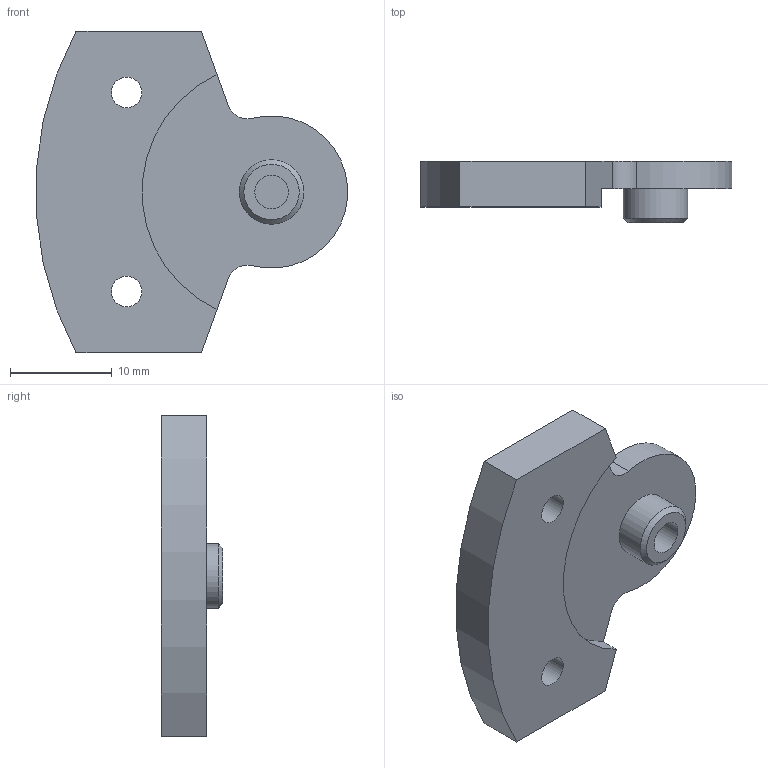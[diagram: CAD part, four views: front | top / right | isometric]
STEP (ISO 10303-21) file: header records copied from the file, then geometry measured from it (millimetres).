
FILE_DESCRIPTION(/* description */ ('STEP AP214'),/* implementation_level */ '2;1');
FILE_NAME(/* name */ '1.1 Metatarsal Top.stp',/* time_stamp */ '2023-04-12T21:59:14+05:00',/* author */ ('shailesh suthar'),/* organization */ (''),/* preprocessor_version */ 'ST-DEVELOPER v18.1',/* originating_system */ 'Autodesk Inventor 2022',/* authorisation */ '');
FILE_SCHEMA (('AUTOMOTIVE_DESIGN { 1 0 10303 214 3 1 1 }'));
Length unit declared in the file: millimetre
Products named in the file (1): 1.1 Metatarsal TopMetal
Bounding box: 30.61 x 6.06 x 31.59 mm (x, y, z)
Volume: 2550.1 mm3; surface area: 1992.6 mm2
Topology: 1 solids, 1 shells, 21 faces, 48 edges, 31 vertices
Faces by surface type: cylinder 9, plane 9, cone 3
Full cylindrical faces by diameter (mm): 3 x2, 3.3 x1, 6.35 x1
Entity records: 650 total; most frequent: DIRECTION 113, CARTESIAN_POINT 101, ORIENTED_EDGE 96, EDGE_CURVE 48, AXIS2_PLACEMENT_3D 43, VERTEX_POINT 31, EDGE_LOOP 27, LINE 27
